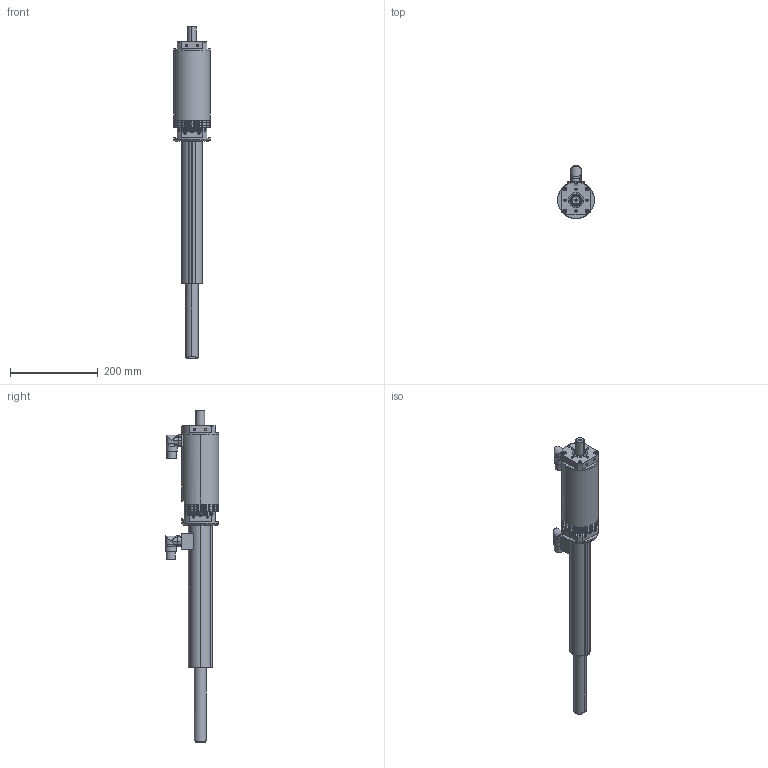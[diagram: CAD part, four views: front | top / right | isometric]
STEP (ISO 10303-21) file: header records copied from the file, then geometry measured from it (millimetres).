
FILE_DESCRIPTION (( 'STEP AP214' ), '1' );
FILE_NAME ('0186-0700_200226_PR01-84x80-C!48x240F-C-150.STEP', '2020-02-26T10:42:13', ( '' ), ( '' ), 'SwSTEP 2.0', 'SolidWorks 2019', '' );
FILE_SCHEMA (( 'AUTOMOTIVE_DESIGN' ));
Length unit declared in the file: millimetre
Products named in the file (3): Stator_RS01-84x80_48x240F-150; 0186-0700_200226_PR01-84x80-C!48x240F-C-150; Läufer-Drehwelle-240-150
Assembly tree (2 placements, depth 2):
  0186-0700_200226_PR01-84x80-C!48x240F-C-150
    Stator_RS01-84x80_48x240F-150
    Läufer-Drehwelle-240-150
Bounding box: 84 x 121.9 x 758.8 mm (x, y, z)
Volume: 1934392.5 mm3; surface area: 320933.1 mm2
Topology: 25 solids, 25 shells, 1354 faces, 3329 edges, 2040 vertices
Faces by surface type: cylinder 573, plane 466, cone 156, torus 103, bspline 44, sphere 12
Entity records: 57492 total; most frequent: CARTESIAN_POINT 11775, DIRECTION 6821, ORIENTED_EDGE 6460, EDGE_CURVE 3230, AXIS2_PLACEMENT_3D 2719, VERTEX_POINT 2040, EDGE_LOOP 1512, CIRCLE 1404
